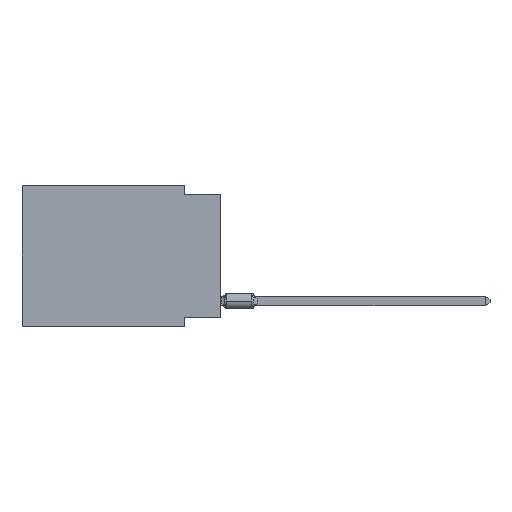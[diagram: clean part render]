
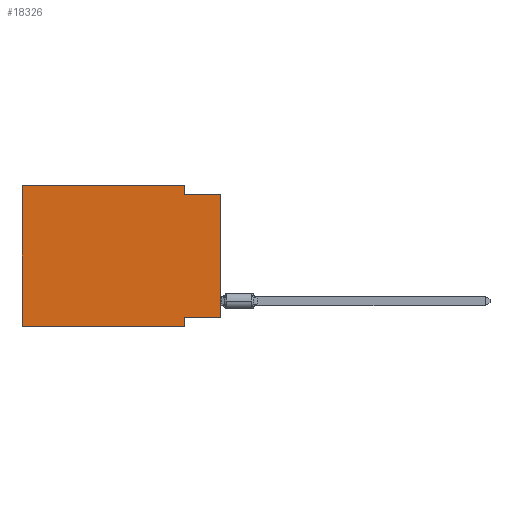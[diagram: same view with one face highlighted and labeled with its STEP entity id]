
A CAD part, left-side view. The second image highlights one B-rep face of the part: STEP entity #18326.
In plain terms, the highlighted planar face has unit normal (-1, 0, 0).
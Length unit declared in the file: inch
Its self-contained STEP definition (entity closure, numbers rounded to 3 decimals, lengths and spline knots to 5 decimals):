
#153 = CARTESIAN_POINT ( 'NONE',  ( 0., 0., -0.365 ) ) ;
#375 = VECTOR ( 'NONE', #27924, 39.37008 ) ;
#764 = CARTESIAN_POINT ( 'NONE',  ( 0., 0.55, 0. ) ) ;
#1097 = CARTESIAN_POINT ( 'NONE',  ( 0., 0., -0.025 ) ) ;
#1282 = CARTESIAN_POINT ( 'NONE',  ( 0., 0.1, -0.39 ) ) ;
#1473 = CARTESIAN_POINT ( 'NONE',  ( 0., 0.55, -0.39 ) ) ;
#2034 = CARTESIAN_POINT ( 'NONE',  ( 0., 0.1, 0. ) ) ;
#2682 = ORIENTED_EDGE ( 'NONE', *, *, #55853, .F. ) ;
#3038 = ORIENTED_EDGE ( 'NONE', *, *, #42865, .F. ) ;
#4622 = VECTOR ( 'NONE', #31999, 39.37008 ) ;
#4878 = ORIENTED_EDGE ( 'NONE', *, *, #55646, .F. ) ;
#5392 = VECTOR ( 'NONE', #39346, 39.37008 ) ;
#5412 = VERTEX_POINT ( 'NONE', #11601 ) ;
#7172 = LINE ( 'NONE', #764, #37247 ) ;
#11601 = CARTESIAN_POINT ( 'NONE',  ( 0., 0.1, 0. ) ) ;
#11646 = CARTESIAN_POINT ( 'NONE',  ( 0., 0.55, 0. ) ) ;
#13325 = ORIENTED_EDGE ( 'NONE', *, *, #16161, .F. ) ;
#13721 = LINE ( 'NONE', #45378, #25466 ) ;
#15258 = VERTEX_POINT ( 'NONE', #22530 ) ;
#16161 = EDGE_CURVE ( 'NONE', #18443, #59720, #68489, .T. ) ;
#17674 = LINE ( 'NONE', #2034, #5392 ) ;
#18171 = DIRECTION ( 'NONE',  ( 0., -1., 0. ) ) ;
#18326 = ADVANCED_FACE ( 'NONE', ( #52679 ), #21707, .F. ) ;
#18443 = VERTEX_POINT ( 'NONE', #1473 ) ;
#19726 = EDGE_CURVE ( 'NONE', #59720, #5412, #7172, .T. ) ;
#20053 = ORIENTED_EDGE ( 'NONE', *, *, #62571, .F. ) ;
#21356 = DIRECTION ( 'NONE',  ( 1., 0., 0. ) ) ;
#21707 = PLANE ( 'NONE',  #25725 ) ;
#22530 = CARTESIAN_POINT ( 'NONE',  ( 0., 0.1, -0.365 ) ) ;
#24376 = DIRECTION ( 'NONE',  ( 0., 0., 1. ) ) ;
#25073 = DIRECTION ( 'NONE',  ( 0., 0., 1. ) ) ;
#25466 = VECTOR ( 'NONE', #24376, 39.37008 ) ;
#25725 = AXIS2_PLACEMENT_3D ( 'NONE', #26335, #21356, #43406 ) ;
#26335 = CARTESIAN_POINT ( 'NONE',  ( 0., 0.55, 0. ) ) ;
#26648 = LINE ( 'NONE', #48350, #36470 ) ;
#27359 = DIRECTION ( 'NONE',  ( 0., -1., 0. ) ) ;
#27924 = DIRECTION ( 'NONE',  ( 0., 0., -1. ) ) ;
#29578 = EDGE_CURVE ( 'NONE', #18443, #42333, #26648, .T. ) ;
#29854 = CARTESIAN_POINT ( 'NONE',  ( 0., 0., -0.365 ) ) ;
#31971 = VERTEX_POINT ( 'NONE', #153 ) ;
#31999 = DIRECTION ( 'NONE',  ( 0., -1., 0. ) ) ;
#35195 = LINE ( 'NONE', #29854, #46908 ) ;
#36470 = VECTOR ( 'NONE', #27359, 39.37008 ) ;
#37247 = VECTOR ( 'NONE', #18171, 39.37008 ) ;
#37266 = ORIENTED_EDGE ( 'NONE', *, *, #57021, .T. ) ;
#39346 = DIRECTION ( 'NONE',  ( 0., 0., -1. ) ) ;
#40438 = ORIENTED_EDGE ( 'NONE', *, *, #19726, .F. ) ;
#41137 = VECTOR ( 'NONE', #25073, 39.37008 ) ;
#41694 = EDGE_LOOP ( 'NONE', ( #37266, #3038, #20053, #40438, #13325, #69211, #2682, #4878 ) ) ;
#42333 = VERTEX_POINT ( 'NONE', #69110 ) ;
#42865 = EDGE_CURVE ( 'NONE', #63065, #51055, #59394, .T. ) ;
#43406 = DIRECTION ( 'NONE',  ( 0., 0., -1. ) ) ;
#43915 = LINE ( 'NONE', #1282, #375 ) ;
#45378 = CARTESIAN_POINT ( 'NONE',  ( 0., 0., 0. ) ) ;
#46908 = VECTOR ( 'NONE', #51546, 39.37008 ) ;
#48350 = CARTESIAN_POINT ( 'NONE',  ( 0., 0.55, -0.39 ) ) ;
#51055 = VERTEX_POINT ( 'NONE', #56277 ) ;
#51546 = DIRECTION ( 'NONE',  ( 0., 1., 0. ) ) ;
#52113 = CARTESIAN_POINT ( 'NONE',  ( 0., 0.55, 0. ) ) ;
#52373 = CARTESIAN_POINT ( 'NONE',  ( 0., 0.1, -0.025 ) ) ;
#52679 = FACE_OUTER_BOUND ( 'NONE', #41694, .T. ) ;
#55646 = EDGE_CURVE ( 'NONE', #31971, #15258, #35195, .T. ) ;
#55853 = EDGE_CURVE ( 'NONE', #15258, #42333, #43915, .T. ) ;
#56277 = CARTESIAN_POINT ( 'NONE',  ( 0., 0., -0.025 ) ) ;
#57021 = EDGE_CURVE ( 'NONE', #31971, #51055, #13721, .T. ) ;
#59394 = LINE ( 'NONE', #1097, #4622 ) ;
#59720 = VERTEX_POINT ( 'NONE', #11646 ) ;
#62571 = EDGE_CURVE ( 'NONE', #5412, #63065, #17674, .T. ) ;
#63065 = VERTEX_POINT ( 'NONE', #52373 ) ;
#68489 = LINE ( 'NONE', #52113, #41137 ) ;
#69110 = CARTESIAN_POINT ( 'NONE',  ( 0., 0.1, -0.39 ) ) ;
#69211 = ORIENTED_EDGE ( 'NONE', *, *, #29578, .T. ) ;
